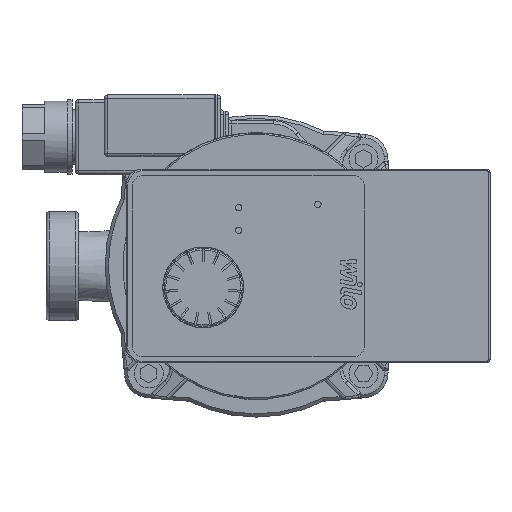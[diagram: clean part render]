
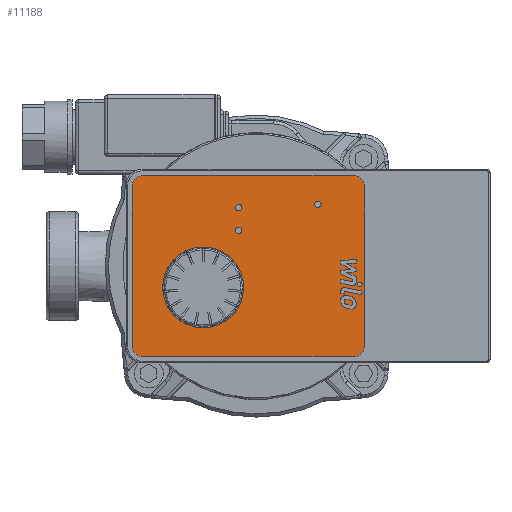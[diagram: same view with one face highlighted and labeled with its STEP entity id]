
A CAD part, front view. The second image highlights one B-rep face of the part: STEP entity #11188.
In plain terms, the highlighted planar face has unit normal (0, -1, 0).
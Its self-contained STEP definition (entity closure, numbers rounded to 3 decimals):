
#869=LINE('',#26081,#1704);
#873=LINE('',#26093,#1708);
#877=LINE('',#26105,#1712);
#880=LINE('',#26114,#1715);
#1704=VECTOR('',#15370,10.);
#1708=VECTOR('',#15382,10.);
#1712=VECTOR('',#15394,10.);
#1715=VECTOR('',#15405,10.);
#2779=FACE_OUTER_BOUND('',#3452,.T.);
#3452=EDGE_LOOP('',(#9928,#9929,#9930,#9931,#9932,#9933,#9934,#9935));
#4042=CIRCLE('',#12385,3.6);
#4044=CIRCLE('',#12389,3.6);
#4046=CIRCLE('',#12393,3.6);
#4048=CIRCLE('',#12397,3.6);
#5176=VERTEX_POINT('',#26071);
#5177=VERTEX_POINT('',#26073);
#5179=VERTEX_POINT('',#26079);
#5181=VERTEX_POINT('',#26085);
#5183=VERTEX_POINT('',#26091);
#5185=VERTEX_POINT('',#26097);
#5187=VERTEX_POINT('',#26103);
#5189=VERTEX_POINT('',#26109);
#6787=EDGE_CURVE('',#5176,#5177,#4042,.T.);
#6791=EDGE_CURVE('',#5179,#5176,#869,.T.);
#6794=EDGE_CURVE('',#5181,#5179,#4044,.T.);
#6797=EDGE_CURVE('',#5183,#5181,#873,.T.);
#6800=EDGE_CURVE('',#5185,#5183,#4046,.T.);
#6803=EDGE_CURVE('',#5187,#5185,#877,.T.);
#6806=EDGE_CURVE('',#5189,#5187,#4048,.T.);
#6808=EDGE_CURVE('',#5177,#5189,#880,.T.);
#9928=ORIENTED_EDGE('',*,*,#6808,.F.);
#9929=ORIENTED_EDGE('',*,*,#6787,.F.);
#9930=ORIENTED_EDGE('',*,*,#6791,.F.);
#9931=ORIENTED_EDGE('',*,*,#6794,.F.);
#9932=ORIENTED_EDGE('',*,*,#6797,.F.);
#9933=ORIENTED_EDGE('',*,*,#6800,.F.);
#9934=ORIENTED_EDGE('',*,*,#6803,.F.);
#9935=ORIENTED_EDGE('',*,*,#6806,.F.);
#10576=PLANE('',#12399);
#11188=ADVANCED_FACE('',(#2779),#10576,.F.);
#12385=AXIS2_PLACEMENT_3D('',#26074,#15363,#15364);
#12389=AXIS2_PLACEMENT_3D('',#26087,#15376,#15377);
#12393=AXIS2_PLACEMENT_3D('',#26099,#15388,#15389);
#12397=AXIS2_PLACEMENT_3D('',#26111,#15400,#15401);
#12399=AXIS2_PLACEMENT_3D('',#26115,#15406,#15407);
#15363=DIRECTION('center_axis',(0.,1.,0.));
#15364=DIRECTION('ref_axis',(-1.,0.,0.));
#15370=DIRECTION('',(0.,0.,1.));
#15376=DIRECTION('center_axis',(0.,1.,0.));
#15377=DIRECTION('ref_axis',(0.,0.,-1.));
#15382=DIRECTION('',(-1.,0.,0.));
#15388=DIRECTION('center_axis',(0.,1.,0.));
#15389=DIRECTION('ref_axis',(1.,0.,0.));
#15394=DIRECTION('',(0.,0.,-1.));
#15400=DIRECTION('center_axis',(0.,1.,0.));
#15401=DIRECTION('ref_axis',(0.,0.,1.));
#15405=DIRECTION('',(1.,0.,0.));
#15406=DIRECTION('center_axis',(0.,1.,0.));
#15407=DIRECTION('ref_axis',(0.,0.,1.));
#26071=CARTESIAN_POINT('',(26.6,-93.4,24.5));
#26073=CARTESIAN_POINT('',(30.2,-93.4,28.1));
#26074=CARTESIAN_POINT('Origin',(30.2,-93.4,24.5));
#26079=CARTESIAN_POINT('',(26.6,-93.4,-24.5));
#26081=CARTESIAN_POINT('',(26.6,-93.4,-24.5));
#26085=CARTESIAN_POINT('',(30.2,-93.4,-28.1));
#26087=CARTESIAN_POINT('Origin',(30.2,-93.4,-24.5));
#26091=CARTESIAN_POINT('',(95.,-93.4,-28.1));
#26093=CARTESIAN_POINT('',(95.,-93.4,-28.1));
#26097=CARTESIAN_POINT('',(98.6,-93.4,-24.5));
#26099=CARTESIAN_POINT('Origin',(95.,-93.4,-24.5));
#26103=CARTESIAN_POINT('',(98.6,-93.4,24.5));
#26105=CARTESIAN_POINT('',(98.6,-93.4,24.5));
#26109=CARTESIAN_POINT('',(95.,-93.4,28.1));
#26111=CARTESIAN_POINT('Origin',(95.,-93.4,24.5));
#26114=CARTESIAN_POINT('',(30.2,-93.4,28.1));
#26115=CARTESIAN_POINT('Origin',(62.6,-93.4,0.));
